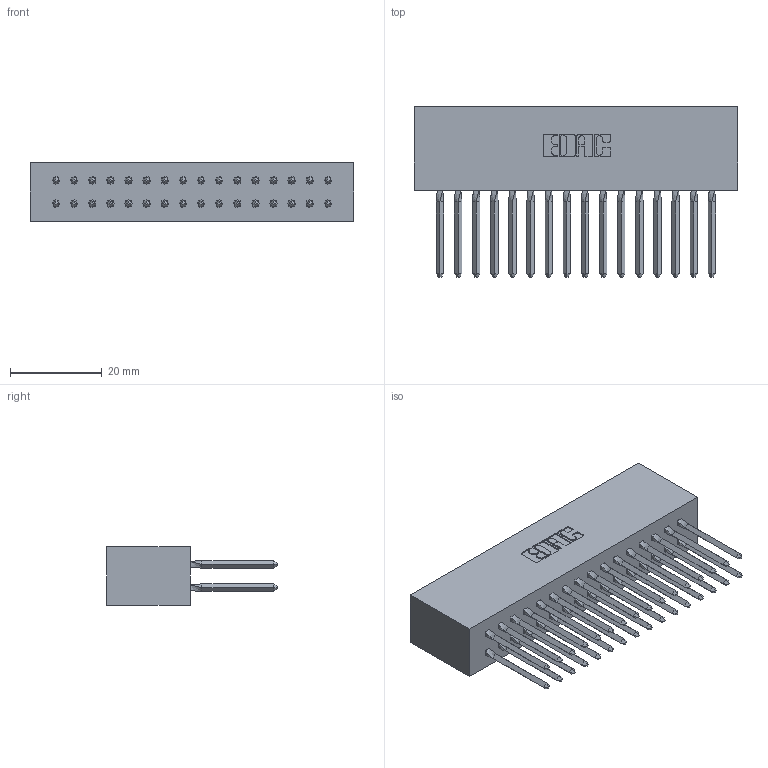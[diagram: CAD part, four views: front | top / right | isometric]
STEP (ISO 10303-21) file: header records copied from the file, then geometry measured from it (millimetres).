
FILE_DESCRIPTION (( 'STEP AP203' ), '1' );
FILE_NAME ('317-032-542-801.STEP', '2020-02-27T21:11:43', ( '' ), ( '' ), 'SwSTEP 2.0', 'SolidWorks 2016', '' );
FILE_SCHEMA (( 'CONFIG_CONTROL_DESIGN' ));
Length unit declared in the file: inch
Products named in the file (3): 317 Part_Lugless; 317-032-542-801; 317-290-003_542
Assembly tree (33 placements, depth 2):
  317-032-542-801
    317 Part_Lugless
    317-290-003_542  x32
Bounding box: 70.61 x 37.34 x 12.7 mm (x, y, z)
Volume: 12471.1 mm3; surface area: 16684.6 mm2
Topology: 33 solids, 33 shells, 1914 faces, 5359 edges, 3422 vertices
Faces by surface type: plane 1522, cylinder 264, bspline 128
Entity records: 25363 total; most frequent: CARTESIAN_POINT 4669, ORIENTED_EDGE 4332, DIRECTION 3682, EDGE_CURVE 2166, LINE 2004, VECTOR 2004, VERTEX_POINT 1438, AXIS2_PLACEMENT_3D 839
